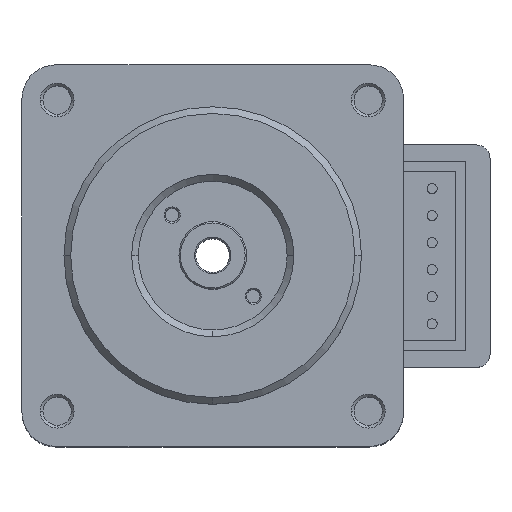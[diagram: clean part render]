
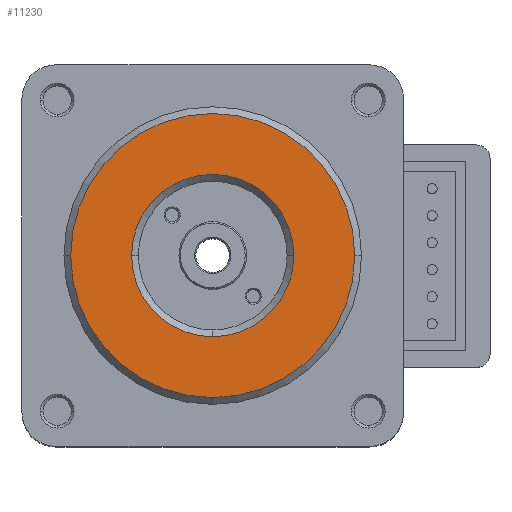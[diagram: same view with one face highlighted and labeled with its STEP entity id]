
A CAD part, top view. The second image highlights one B-rep face of the part: STEP entity #11230.
In plain terms, the highlighted planar face has unit normal (0, 0, 1).
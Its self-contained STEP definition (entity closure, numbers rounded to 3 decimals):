
#946 = VERTEX_POINT('',#947);
#947 = CARTESIAN_POINT('',(6.,0.,19.));
#956 = CONICAL_SURFACE('',#957,5.75,0.785);
#957 = AXIS2_PLACEMENT_3D('',#958,#959,#960);
#958 = CARTESIAN_POINT('',(0.,0.,18.75));
#959 = DIRECTION('',(0.,0.,1.));
#960 = DIRECTION('',(0.,-1.,0.));
#968 = CONICAL_SURFACE('',#969,5.75,0.785);
#969 = AXIS2_PLACEMENT_3D('',#970,#971,#972);
#970 = CARTESIAN_POINT('',(0.,0.,18.75));
#971 = DIRECTION('',(0.,0.,1.));
#972 = DIRECTION('',(0.,-1.,0.));
#980 = EDGE_CURVE('',#946,#981,#983,.T.);
#981 = VERTEX_POINT('',#982);
#982 = CARTESIAN_POINT('',(0.,-6.,19.));
#983 = SURFACE_CURVE('',#984,(#989,#996),.PCURVE_S1.);
#984 = CIRCLE('',#985,6.);
#985 = AXIS2_PLACEMENT_3D('',#986,#987,#988);
#986 = CARTESIAN_POINT('',(0.,0.,19.));
#987 = DIRECTION('',(0.,0.,-1.));
#988 = DIRECTION('',(1.,0.,0.));
#989 = PCURVE('',#956,#990);
#990 = DEFINITIONAL_REPRESENTATION('',(#991),#995);
#991 = LINE('',#992,#993);
#992 = CARTESIAN_POINT('',(1.571,0.25));
#993 = VECTOR('',#994,1.);
#994 = DIRECTION('',(-1.,0.));
#995 = ( GEOMETRIC_REPRESENTATION_CONTEXT(2) 
PARAMETRIC_REPRESENTATION_CONTEXT() REPRESENTATION_CONTEXT('2D SPACE',''
  ) );
#996 = PCURVE('',#997,#1002);
#997 = PLANE('',#998);
#998 = AXIS2_PLACEMENT_3D('',#999,#1000,#1001);
#999 = CARTESIAN_POINT('',(0.,0.,19.));
#1000 = DIRECTION('',(0.,0.,1.));
#1001 = DIRECTION('',(1.,0.,-0.));
#1002 = DEFINITIONAL_REPRESENTATION('',(#1003),#1011);
#1003 = ( BOUNDED_CURVE() B_SPLINE_CURVE(2,(#1004,#1005,#1006,#1007,
#1008,#1009,#1010),.UNSPECIFIED.,.T.,.F.) B_SPLINE_CURVE_WITH_KNOTS((1,2
    ,2,2,2,1),(-2.094,0.,2.094,4.189,
6.283,8.378),.UNSPECIFIED.) CURVE() 
GEOMETRIC_REPRESENTATION_ITEM() RATIONAL_B_SPLINE_CURVE((1.,0.5,1.,0.5,
1.,0.5,1.)) REPRESENTATION_ITEM('') );
#1004 = CARTESIAN_POINT('',(6.,0.));
#1005 = CARTESIAN_POINT('',(6.,-10.392));
#1006 = CARTESIAN_POINT('',(-3.,-5.196));
#1007 = CARTESIAN_POINT('',(-12.,0.));
#1008 = CARTESIAN_POINT('',(-3.,5.196));
#1009 = CARTESIAN_POINT('',(6.,10.392));
#1010 = CARTESIAN_POINT('',(6.,0.));
#1011 = ( GEOMETRIC_REPRESENTATION_CONTEXT(2) 
PARAMETRIC_REPRESENTATION_CONTEXT() REPRESENTATION_CONTEXT('2D SPACE',''
  ) );
#1029 = CONICAL_SURFACE('',#1030,5.75,0.785);
#1030 = AXIS2_PLACEMENT_3D('',#1031,#1032,#1033);
#1031 = CARTESIAN_POINT('',(0.,0.,18.75));
#1032 = DIRECTION('',(0.,0.,1.));
#1033 = DIRECTION('',(0.,-1.,0.));
#2262 = EDGE_CURVE('',#2263,#2265,#2267,.T.);
#2263 = VERTEX_POINT('',#2264);
#2264 = CARTESIAN_POINT('',(0.,-10.5,19.));
#2265 = VERTEX_POINT('',#2266);
#2266 = CARTESIAN_POINT('',(10.5,0.,19.));
#2267 = SURFACE_CURVE('',#2268,(#2273,#2285),.PCURVE_S1.);
#2268 = CIRCLE('',#2269,10.5);
#2269 = AXIS2_PLACEMENT_3D('',#2270,#2271,#2272);
#2270 = CARTESIAN_POINT('',(0.,0.,19.));
#2271 = DIRECTION('',(0.,0.,1.));
#2272 = DIRECTION('',(-1.,0.,0.));
#2273 = PCURVE('',#2274,#2279);
#2274 = CONICAL_SURFACE('',#2275,10.75,0.785);
#2275 = AXIS2_PLACEMENT_3D('',#2276,#2277,#2278);
#2276 = CARTESIAN_POINT('',(0.,0.,18.75));
#2277 = DIRECTION('',(0.,0.,-1.));
#2278 = DIRECTION('',(0.,-1.,0.));
#2279 = DEFINITIONAL_REPRESENTATION('',(#2280),#2284);
#2280 = LINE('',#2281,#2282);
#2281 = CARTESIAN_POINT('',(7.854,-0.25));
#2282 = VECTOR('',#2283,1.);
#2283 = DIRECTION('',(-1.,0.));
#2284 = ( GEOMETRIC_REPRESENTATION_CONTEXT(2) 
PARAMETRIC_REPRESENTATION_CONTEXT() REPRESENTATION_CONTEXT('2D SPACE',''
  ) );
#2285 = PCURVE('',#997,#2286);
#2286 = DEFINITIONAL_REPRESENTATION('',(#2287),#2291);
#2287 = CIRCLE('',#2288,10.5);
#2288 = AXIS2_PLACEMENT_2D('',#2289,#2290);
#2289 = CARTESIAN_POINT('',(0.,0.));
#2290 = DIRECTION('',(-1.,0.));
#2291 = ( GEOMETRIC_REPRESENTATION_CONTEXT(2) 
PARAMETRIC_REPRESENTATION_CONTEXT() REPRESENTATION_CONTEXT('2D SPACE',''
  ) );
#2309 = CONICAL_SURFACE('',#2310,10.75,0.785);
#2310 = AXIS2_PLACEMENT_3D('',#2311,#2312,#2313);
#2311 = CARTESIAN_POINT('',(0.,0.,18.75));
#2312 = DIRECTION('',(0.,0.,-1.));
#2313 = DIRECTION('',(0.,-1.,0.));
#2364 = CONICAL_SURFACE('',#2365,10.75,0.785);
#2365 = AXIS2_PLACEMENT_3D('',#2366,#2367,#2368);
#2366 = CARTESIAN_POINT('',(0.,0.,18.75));
#2367 = DIRECTION('',(0.,0.,-1.));
#2368 = DIRECTION('',(0.,-1.,0.));
#5218 = EDGE_CURVE('',#981,#5219,#5221,.T.);
#5219 = VERTEX_POINT('',#5220);
#5220 = CARTESIAN_POINT('',(-6.,0.,19.));
#5221 = SURFACE_CURVE('',#5222,(#5227,#5234),.PCURVE_S1.);
#5222 = CIRCLE('',#5223,6.);
#5223 = AXIS2_PLACEMENT_3D('',#5224,#5225,#5226);
#5224 = CARTESIAN_POINT('',(0.,0.,19.));
#5225 = DIRECTION('',(0.,0.,-1.));
#5226 = DIRECTION('',(1.,0.,0.));
#5227 = PCURVE('',#1029,#5228);
#5228 = DEFINITIONAL_REPRESENTATION('',(#5229),#5233);
#5229 = LINE('',#5230,#5231);
#5230 = CARTESIAN_POINT('',(7.854,0.25));
#5231 = VECTOR('',#5232,1.);
#5232 = DIRECTION('',(-1.,0.));
#5233 = ( GEOMETRIC_REPRESENTATION_CONTEXT(2) 
PARAMETRIC_REPRESENTATION_CONTEXT() REPRESENTATION_CONTEXT('2D SPACE',''
  ) );
#5234 = PCURVE('',#997,#5235);
#5235 = DEFINITIONAL_REPRESENTATION('',(#5236),#5244);
#5236 = ( BOUNDED_CURVE() B_SPLINE_CURVE(2,(#5237,#5238,#5239,#5240,
#5241,#5242,#5243),.UNSPECIFIED.,.T.,.F.) B_SPLINE_CURVE_WITH_KNOTS((1,2
    ,2,2,2,1),(-2.094,0.,2.094,4.189,
6.283,8.378),.UNSPECIFIED.) CURVE() 
GEOMETRIC_REPRESENTATION_ITEM() RATIONAL_B_SPLINE_CURVE((1.,0.5,1.,0.5,
1.,0.5,1.)) REPRESENTATION_ITEM('') );
#5237 = CARTESIAN_POINT('',(6.,0.));
#5238 = CARTESIAN_POINT('',(6.,-10.392));
#5239 = CARTESIAN_POINT('',(-3.,-5.196));
#5240 = CARTESIAN_POINT('',(-12.,0.));
#5241 = CARTESIAN_POINT('',(-3.,5.196));
#5242 = CARTESIAN_POINT('',(6.,10.392));
#5243 = CARTESIAN_POINT('',(6.,0.));
#5244 = ( GEOMETRIC_REPRESENTATION_CONTEXT(2) 
PARAMETRIC_REPRESENTATION_CONTEXT() REPRESENTATION_CONTEXT('2D SPACE',''
  ) );
#11159 = VERTEX_POINT('',#11160);
#11160 = CARTESIAN_POINT('',(-10.5,0.,19.));
#11181 = EDGE_CURVE('',#2265,#11159,#11182,.T.);
#11182 = SURFACE_CURVE('',#11183,(#11188,#11195),.PCURVE_S1.);
#11183 = CIRCLE('',#11184,10.5);
#11184 = AXIS2_PLACEMENT_3D('',#11185,#11186,#11187);
#11185 = CARTESIAN_POINT('',(0.,0.,19.));
#11186 = DIRECTION('',(0.,0.,1.));
#11187 = DIRECTION('',(1.,0.,-0.));
#11188 = PCURVE('',#2364,#11189);
#11189 = DEFINITIONAL_REPRESENTATION('',(#11190),#11194);
#11190 = LINE('',#11191,#11192);
#11191 = CARTESIAN_POINT('',(4.712,-0.25));
#11192 = VECTOR('',#11193,1.);
#11193 = DIRECTION('',(-1.,0.));
#11194 = ( GEOMETRIC_REPRESENTATION_CONTEXT(2) 
PARAMETRIC_REPRESENTATION_CONTEXT() REPRESENTATION_CONTEXT('2D SPACE',''
  ) );
#11195 = PCURVE('',#997,#11196);
#11196 = DEFINITIONAL_REPRESENTATION('',(#11197),#11201);
#11197 = CIRCLE('',#11198,10.5);
#11198 = AXIS2_PLACEMENT_2D('',#11199,#11200);
#11199 = CARTESIAN_POINT('',(0.,0.));
#11200 = DIRECTION('',(1.,0.));
#11201 = ( GEOMETRIC_REPRESENTATION_CONTEXT(2) 
PARAMETRIC_REPRESENTATION_CONTEXT() REPRESENTATION_CONTEXT('2D SPACE',''
  ) );
#11207 = EDGE_CURVE('',#11159,#2263,#11208,.T.);
#11208 = SURFACE_CURVE('',#11209,(#11214,#11221),.PCURVE_S1.);
#11209 = CIRCLE('',#11210,10.5);
#11210 = AXIS2_PLACEMENT_3D('',#11211,#11212,#11213);
#11211 = CARTESIAN_POINT('',(0.,0.,19.));
#11212 = DIRECTION('',(0.,0.,1.));
#11213 = DIRECTION('',(-1.,0.,0.));
#11214 = PCURVE('',#2309,#11215);
#11215 = DEFINITIONAL_REPRESENTATION('',(#11216),#11220);
#11216 = LINE('',#11217,#11218);
#11217 = CARTESIAN_POINT('',(1.571,-0.25));
#11218 = VECTOR('',#11219,1.);
#11219 = DIRECTION('',(-1.,0.));
#11220 = ( GEOMETRIC_REPRESENTATION_CONTEXT(2) 
PARAMETRIC_REPRESENTATION_CONTEXT() REPRESENTATION_CONTEXT('2D SPACE',''
  ) );
#11221 = PCURVE('',#997,#11222);
#11222 = DEFINITIONAL_REPRESENTATION('',(#11223),#11227);
#11223 = CIRCLE('',#11224,10.5);
#11224 = AXIS2_PLACEMENT_2D('',#11225,#11226);
#11225 = CARTESIAN_POINT('',(0.,0.));
#11226 = DIRECTION('',(-1.,0.));
#11227 = ( GEOMETRIC_REPRESENTATION_CONTEXT(2) 
PARAMETRIC_REPRESENTATION_CONTEXT() REPRESENTATION_CONTEXT('2D SPACE',''
  ) );
#11230 = ADVANCED_FACE('',(#11231,#11261),#997,.T.);
#11231 = FACE_BOUND('',#11232,.T.);
#11232 = EDGE_LOOP('',(#11233,#11259,#11260));
#11233 = ORIENTED_EDGE('',*,*,#11234,.T.);
#11234 = EDGE_CURVE('',#5219,#946,#11235,.T.);
#11235 = SURFACE_CURVE('',#11236,(#11241,#11252),.PCURVE_S1.);
#11236 = CIRCLE('',#11237,6.);
#11237 = AXIS2_PLACEMENT_3D('',#11238,#11239,#11240);
#11238 = CARTESIAN_POINT('',(0.,0.,19.));
#11239 = DIRECTION('',(0.,0.,-1.));
#11240 = DIRECTION('',(-1.,0.,0.));
#11241 = PCURVE('',#997,#11242);
#11242 = DEFINITIONAL_REPRESENTATION('',(#11243),#11251);
#11243 = ( BOUNDED_CURVE() B_SPLINE_CURVE(2,(#11244,#11245,#11246,#11247
    ,#11248,#11249,#11250),.UNSPECIFIED.,.T.,.F.) 
B_SPLINE_CURVE_WITH_KNOTS((1,2,2,2,2,1),(-2.094,0.,
    2.094,4.189,6.283,8.378),
.UNSPECIFIED.) CURVE() GEOMETRIC_REPRESENTATION_ITEM() 
RATIONAL_B_SPLINE_CURVE((1.,0.5,1.,0.5,1.,0.5,1.)) REPRESENTATION_ITEM(
  '') );
#11244 = CARTESIAN_POINT('',(-6.,0.));
#11245 = CARTESIAN_POINT('',(-6.,10.392));
#11246 = CARTESIAN_POINT('',(3.,5.196));
#11247 = CARTESIAN_POINT('',(12.,0.));
#11248 = CARTESIAN_POINT('',(3.,-5.196));
#11249 = CARTESIAN_POINT('',(-6.,-10.392));
#11250 = CARTESIAN_POINT('',(-6.,0.));
#11251 = ( GEOMETRIC_REPRESENTATION_CONTEXT(2) 
PARAMETRIC_REPRESENTATION_CONTEXT() REPRESENTATION_CONTEXT('2D SPACE',''
  ) );
#11252 = PCURVE('',#968,#11253);
#11253 = DEFINITIONAL_REPRESENTATION('',(#11254),#11258);
#11254 = LINE('',#11255,#11256);
#11255 = CARTESIAN_POINT('',(4.712,0.25));
#11256 = VECTOR('',#11257,1.);
#11257 = DIRECTION('',(-1.,0.));
#11258 = ( GEOMETRIC_REPRESENTATION_CONTEXT(2) 
PARAMETRIC_REPRESENTATION_CONTEXT() REPRESENTATION_CONTEXT('2D SPACE',''
  ) );
#11259 = ORIENTED_EDGE('',*,*,#980,.T.);
#11260 = ORIENTED_EDGE('',*,*,#5218,.T.);
#11261 = FACE_BOUND('',#11262,.T.);
#11262 = EDGE_LOOP('',(#11263,#11264,#11265));
#11263 = ORIENTED_EDGE('',*,*,#11181,.T.);
#11264 = ORIENTED_EDGE('',*,*,#11207,.T.);
#11265 = ORIENTED_EDGE('',*,*,#2262,.T.);
